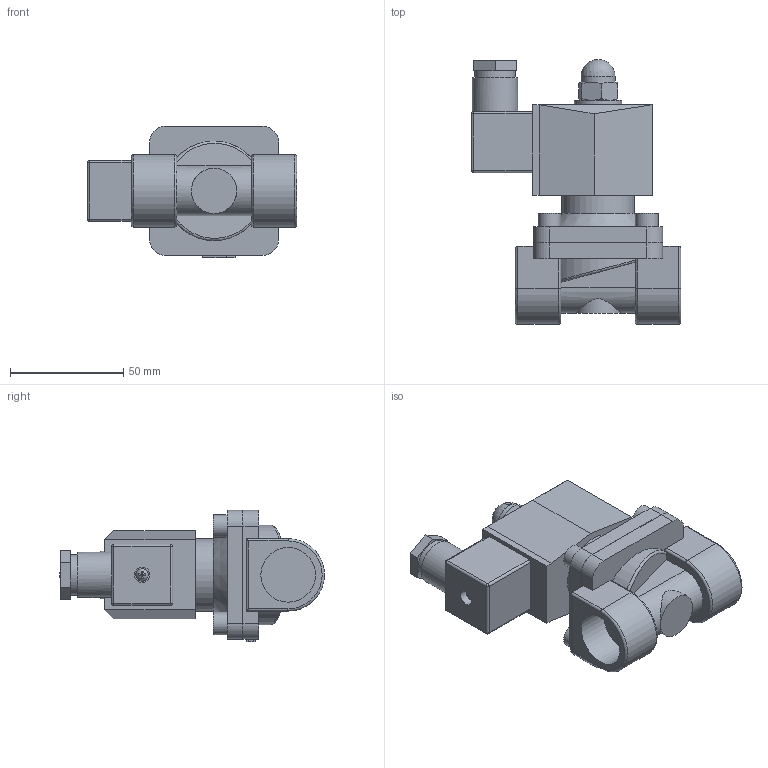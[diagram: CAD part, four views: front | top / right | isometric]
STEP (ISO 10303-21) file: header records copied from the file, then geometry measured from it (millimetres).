
FILE_DESCRIPTION(/* description */ ('СК-11-20'),/* implementation_level */ '2;1');
FILE_NAME(/* name */ 'СК-11-20.stp',/* time_stamp */ '2023-02-08T12:46:39+03:00',/* author */ ('Tech'),/* organization */ (''),/* preprocessor_version */ 'ST-DEVELOPER v18.1',/* originating_system */ 'Autodesk Inventor 2021',/* authorisation */ '');
FILE_SCHEMA (('AUTOMOTIVE_DESIGN { 1 0 10303 214 3 1 1 }'));
Length unit declared in the file: millimetre
Products named in the file (1): СК-11-20
Bounding box: 92.5 x 116.94 x 58 mm (x, y, z)
Volume: 189193.4 mm3; surface area: 47844.3 mm2
Topology: 7 solids, 7 shells, 327 faces, 824 edges, 543 vertices
Faces by surface type: plane 207, cylinder 89, cone 17, torus 6, sphere 6, bspline 2
Full cylindrical faces by diameter (mm): 2.584 x1, 3 x1, 4.5 x1, 5.115 x1, 5.5 x2, 6.8 x1, 8.376 x1, 10 x6, 10.5 x1, 12 x1, 12.3 x1, 15 x1, 16 x2, 16.7 x1, 18 x1, 20 x1, 21 x1, 24.117 x2, 32 x1
Entity records: 10338 total; most frequent: CARTESIAN_POINT 2306, DIRECTION 1655, ORIENTED_EDGE 1640, EDGE_CURVE 820, AXIS2_PLACEMENT_3D 565, VERTEX_POINT 543, LINE 525, VECTOR 525
